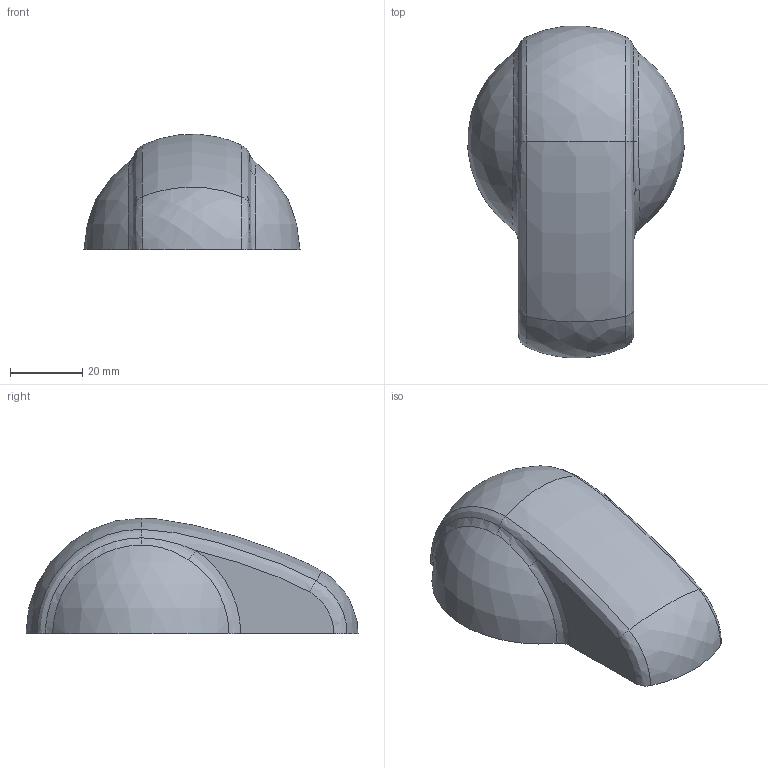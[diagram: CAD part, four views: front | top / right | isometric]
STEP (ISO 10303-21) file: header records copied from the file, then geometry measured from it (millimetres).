
FILE_DESCRIPTION(('Open CASCADE Model'),'2;1');
FILE_NAME('Open CASCADE Shape Model','2023-09-28T12:20:02',('Author'),( 'Open CASCADE'),'Open CASCADE STEP processor 7.6','Open CASCADE 7.6' ,'Unknown');
FILE_SCHEMA(('AP242_MANAGED_MODEL_BASED_3D_ENGINEERING_MIM_LF. {1 0 10303 442 1 1 4 }'));
Length unit declared in the file: millimetre
Products named in the file (1): Open CASCADE STEP translator 7.6 1
Bounding box: 59.81 x 91.91 x 31.93 mm (x, y, z)
Volume: 35241.4 mm3; surface area: 18415.5 mm2
Topology: 1 solids, 1 shells, 64 faces, 166 edges, 103 vertices
Faces by surface type: offset 23, bspline 15, plane 12, cylinder 10, sphere 4
Full cylindrical faces by diameter (mm): 12 x1
Entity records: 13614 total; most frequent: CARTESIAN_POINT 11021, ORIENTED_EDGE 326, PCURVE 326, DEFINITIONAL_REPRESENTATION 326, B_SPLINE_CURVE_WITH_KNOTS 277, DIRECTION 257, EDGE_CURVE 163, SURFACE_CURVE 162
